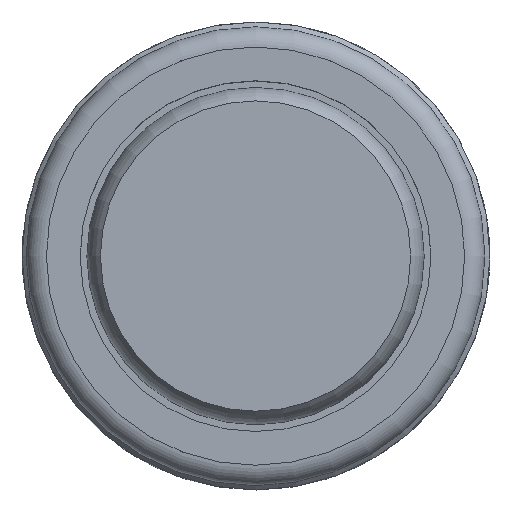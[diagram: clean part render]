
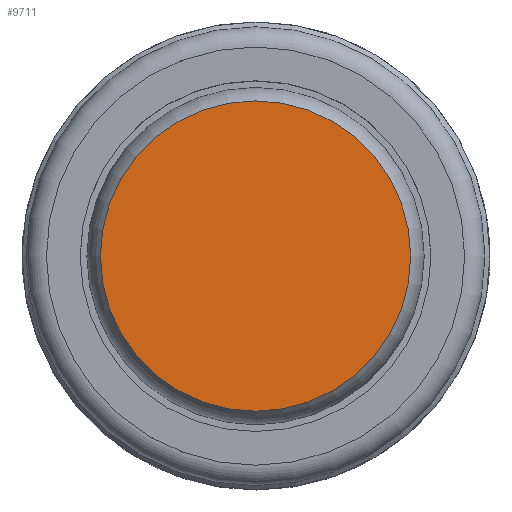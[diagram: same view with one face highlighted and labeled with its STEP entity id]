
A CAD part, top view. The second image highlights one B-rep face of the part: STEP entity #9711.
In plain terms, the highlighted planar face has unit normal (0, 0, 1).
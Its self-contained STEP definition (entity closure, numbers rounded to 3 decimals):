
#235=PLANE('',#10395);
#834=FACE_OUTER_BOUND('',#1445,.T.);
#1445=EDGE_LOOP('',(#7075));
#2046=CIRCLE('',#10392,11.5);
#4309=VERTEX_POINT('',#15622);
#5321=EDGE_CURVE('',#4309,#4309,#2046,.T.);
#7075=ORIENTED_EDGE('',*,*,#5321,.F.);
#9711=ADVANCED_FACE('',(#834),#235,.T.);
#10392=AXIS2_PLACEMENT_3D('',#15624,#11360,#11361);
#10395=AXIS2_PLACEMENT_3D('',#15629,#11367,#11368);
#11360=DIRECTION('center_axis',(0.,0.,-1.));
#11361=DIRECTION('ref_axis',(-1.,0.,0.));
#11367=DIRECTION('center_axis',(0.,0.,1.));
#11368=DIRECTION('ref_axis',(-1.,0.,0.));
#15622=CARTESIAN_POINT('',(28.5,100.,15.1));
#15624=CARTESIAN_POINT('Origin',(40.,100.,15.1));
#15629=CARTESIAN_POINT('Origin',(40.,100.,15.1));
